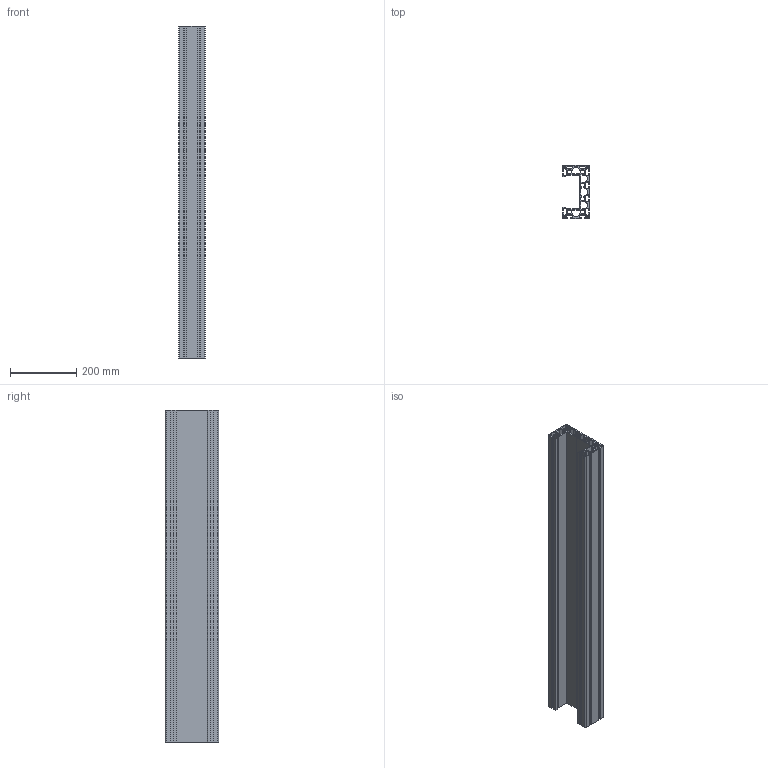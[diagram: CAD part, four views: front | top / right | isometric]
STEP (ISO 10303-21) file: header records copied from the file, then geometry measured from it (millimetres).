
FILE_DESCRIPTION(/* description */ ('Alibre Inc.'),/* implementation_level */ '2;1');
FILE_NAME(/* name */ 'export-82781919-FBE9-4313-877C-4F4A22007932',/* time_stamp */ '2019-09-27T21:02:48+02:00',/* author */ (''),/* organization */ (''),/* preprocessor_version */ 'ST-DEVELOPER v17',/* originating_system */ 'Alibre',/* authorisation */ '');
FILE_SCHEMA (('AUTOMOTIVE_DESIGN'));
Length unit declared in the file: centimetre
Bounding box: 80 x 160 x 1000 mm (x, y, z)
Volume: 2804492.5 mm3; surface area: 1685380.4 mm2
Topology: 1 solids, 1 shells, 344 faces, 1026 edges, 684 vertices
Faces by surface type: cylinder 183, plane 161
Full cylindrical faces by diameter (mm): 5 x4
Entity records: 11554 total; most frequent: CARTESIAN_POINT 2050, ORIENTED_EDGE 2044, DIRECTION 1915, EDGE_CURVE 1022, AXIS2_PLACEMENT_3D 710, VERTEX_POINT 684, VECTOR 656, LINE 656
